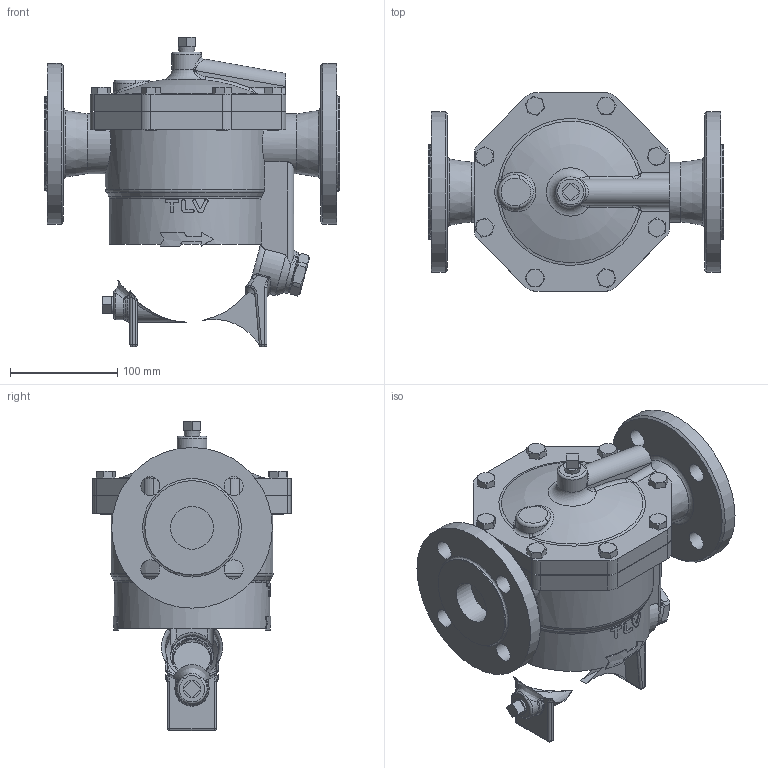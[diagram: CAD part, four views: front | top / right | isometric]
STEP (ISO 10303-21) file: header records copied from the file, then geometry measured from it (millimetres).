
FILE_DESCRIPTION(/* description */ (''),/* implementation_level */ '2;1');
FILE_NAME(/* name */ 'j7x00-040-e0016-00.stp',/* time_stamp */ '2019-05-31T16:23:32+09:00',/* author */ ('nakaot'),/* organization */ (''),/* preprocessor_version */ 'ST-DEVELOPER v15.6',/* originating_system */ 'Autodesk Inventor 2015',/* authorisation */ '');
FILE_SCHEMA (('AUTOMOTIVE_DESIGN { 1 0 10303 214 3 1 1 }'));
Length unit declared in the file: millimetre
Products named in the file (1): j7x00-040-e0016-00
Bounding box: 276 x 185 x 289 mm (x, y, z)
Volume: 4692797.4 mm3; surface area: 294445.6 mm2
Topology: 1 solids, 1 shells, 449 faces, 1109 edges, 675 vertices
Faces by surface type: plane 171, cylinder 107, bspline 76, cone 60, torus 25, sphere 10
Full cylindrical faces by diameter (mm): 10 x16, 12 x8, 18 x8, 28 x1, 40 x3, 56 x2, 88 x2, 150 x3
Entity records: 20114 total; most frequent: CARTESIAN_POINT 10635, ORIENTED_EDGE 2016, DIRECTION 1793, EDGE_CURVE 1008, AXIS2_PLACEMENT_3D 738, VERTEX_POINT 649, EDGE_LOOP 569, FACE_OUTER_BOUND 449
